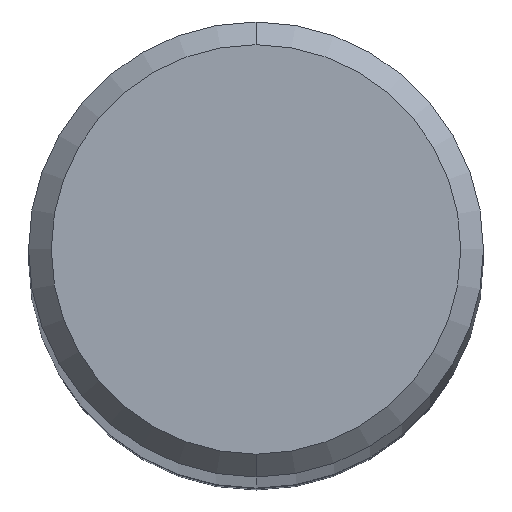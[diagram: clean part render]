
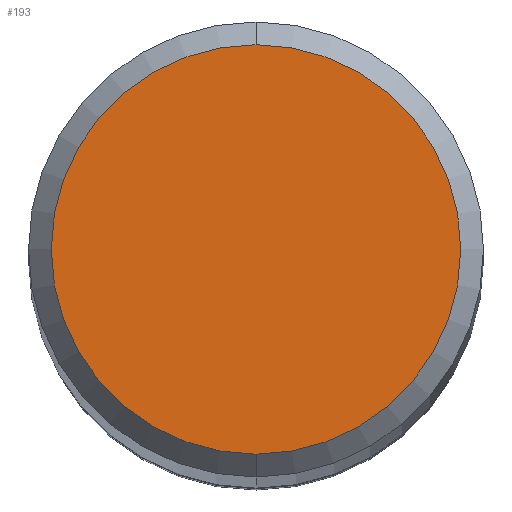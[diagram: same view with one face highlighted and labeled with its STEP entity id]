
A CAD part, top view. The second image highlights one B-rep face of the part: STEP entity #193.
In plain terms, the highlighted planar face has unit normal (0, 0, 1).
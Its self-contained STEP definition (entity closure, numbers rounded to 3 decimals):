
#151=VERTEX_POINT('',#384);
#161=EDGE_CURVE('',#151,#337,#394,.T.);
#193=ADVANCED_FACE('',(#430),#431,.T.);
#301=EDGE_CURVE('',#337,#151,#554,.T.);
#337=VERTEX_POINT('',#595);
#384=CARTESIAN_POINT('',(0.,-3.6,0.0));
#394=CIRCLE('',#654,3.6);
#430=FACE_OUTER_BOUND('',#700,.T.);
#431=PLANE('',#701);
#554=CIRCLE('',#861,3.6);
#595=CARTESIAN_POINT('',(0.0,3.6,0.0));
#654=AXIS2_PLACEMENT_3D('',#956,#957,#958);
#700=EDGE_LOOP('',(#1009,#1010));
#701=AXIS2_PLACEMENT_3D('',#1011,#1012,#1013);
#861=AXIS2_PLACEMENT_3D('',#1178,#1179,#1180);
#956=CARTESIAN_POINT('',(0.0,0.0,0.0));
#957=DIRECTION('',(0.0,0.0,-1.0));
#958=DIRECTION('',(0.0,1.0,0.0));
#1009=ORIENTED_EDGE('',*,*,#301,.F.);
#1010=ORIENTED_EDGE('',*,*,#161,.F.);
#1011=CARTESIAN_POINT('',(0.0,1.8,0.0));
#1012=DIRECTION('',(-0.0,0.0,1.0));
#1013=DIRECTION('',(0.0,-1.0,0.0));
#1178=CARTESIAN_POINT('',(0.0,0.0,0.0));
#1179=DIRECTION('',(0.0,0.0,-1.0));
#1180=DIRECTION('',(0.0,1.0,0.0));
